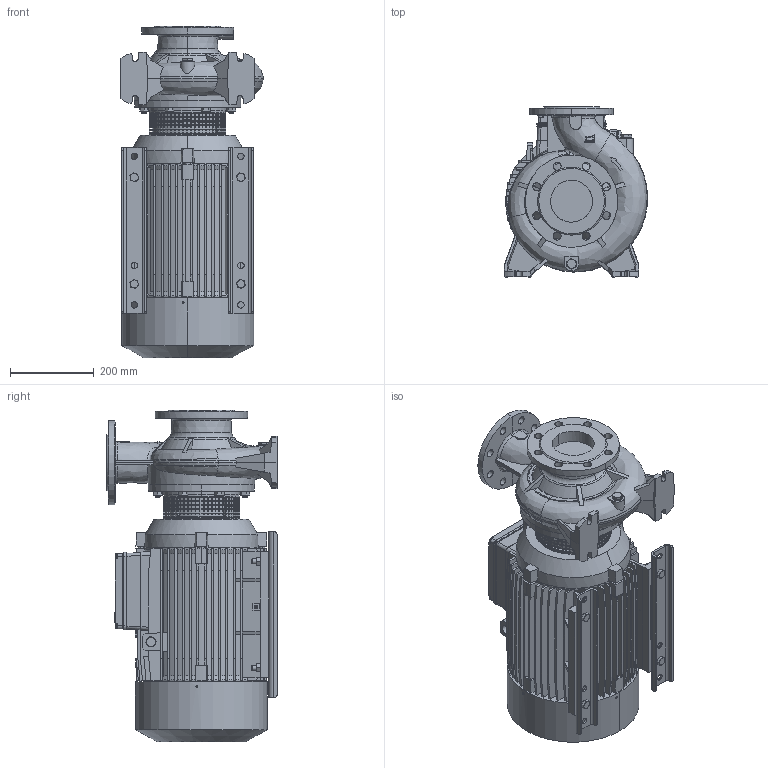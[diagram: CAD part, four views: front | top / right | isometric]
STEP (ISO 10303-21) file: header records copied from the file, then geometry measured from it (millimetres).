
FILE_DESCRIPTION (( 'STEP AP214' ), '1' );
FILE_NAME ('4.93.492.66swa00.step', '2022-08-09T06:24:10', ( '' ), ( '' ), 'SwSTEP 2.0', 'SolidWorks 2020', '' );
FILE_SCHEMA (( 'AUTOMOTIVE_DESIGN' ));
Length unit declared in the file: millimetre
Products named in the file (17): Copia di 3_67_082^Copia di 160_Copia di 4_93_492_66_REV00_4.93.492.66swa00; Copia di 2_67_031^Copia di 160_Copia di 4_93_492_66_REV00_4.93.492.66swa00; Copia di 0_67_001_040811_semplificato^Copia di 160_Copia di 4_93_492_66_REV00_4.93.492.66swa00; Copia di M12x45_UNI_5739_ingombri3D_1^Copia di 4_93_492_66_REV00_4.93.492.66swa00; Copia di Pressacavo M40x1.5_ingombro3D^Copia di 160_Copia di 4_93_492_66_REV00_4.93.492.66swa00; Copia di 1_66_242_REV02_semplificato^Copia di 4_93_492_66_REV00_4.93.492.66swa00; 4.93.492.66swa00; Copia di M12_UNI_5588_1^Copia di 4_93_492_66_REV00_4.93.492.66swa00; Copia di 4_66_536_REV00_semplificato_D180^Copia di 4_93_492_66_REV00_4.93.492.66swa00; Copia di 4_93_492_66_REV00^4.93.492.66swa00; Copia di 160^Copia di 4_93_492_66_REV00_4.93.492.66swa00; 1_66_242_REV02_SEMPLIFICATO; Copia di Vite_TCB_M5x2000^Copia di 160_Copia di 4_93_492_66_REV00_4.93.492.66swa00; Copia di 1_66_287_REV00_semplificato^Copia di 4_93_492_66_REV00_4.93.492.66swa00; Copia di NM_88_REV01_60x20x394_DX-SX^Copia di 4_93_492_66_REV00_4.93.492.66swa00; Copia di 2_67_032_semplificato^Copia di 160_Copia di 4_93_492_66_REV00_4.93.492.66swa00; Copia di Tappo G 3_8^Copia di 4_93_492_66_REV00_4.93.492.66swa00
Assembly tree (35 placements, depth 4):
  Copia di 1_66_242_REV02_semplificato^Copia di 4_93_492_66_REV00_4.93.492.66swa00
  4.93.492.66swa00
    1_66_242_REV02_SEMPLIFICATO
    Copia di 4_93_492_66_REV00^4.93.492.66swa00
      Copia di 1_66_287_REV00_semplificato^Copia di 4_93_492_66_REV00_4.93.492.66swa00
      Copia di 160^Copia di 4_93_492_66_REV00_4.93.492.66swa00
        Copia di 0_67_001_040811_semplificato^Copia di 160_Copia di 4_93_492_66_REV00_4.93.492.66swa00
        Copia di 2_67_031^Copia di 160_Copia di 4_93_492_66_REV00_4.93.492.66swa00
        Copia di 3_67_082^Copia di 160_Copia di 4_93_492_66_REV00_4.93.492.66swa00
        Copia di 2_67_032_semplificato^Copia di 160_Copia di 4_93_492_66_REV00_4.93.492.66swa00
        Copia di Vite_TCB_M5x2000^Copia di 160_Copia di 4_93_492_66_REV00_4.93.492.66swa00  x4
        Copia di Pressacavo M40x1.5_ingombro3D^Copia di 160_Copia di 4_93_492_66_REV00_4.93.492.66swa00  x2
      Copia di NM_88_REV01_60x20x394_DX-SX^Copia di 4_93_492_66_REV00_4.93.492.66swa00  x2
      Copia di M12_UNI_5588_1^Copia di 4_93_492_66_REV00_4.93.492.66swa00  x12
      Copia di 4_66_536_REV00_semplificato_D180^Copia di 4_93_492_66_REV00_4.93.492.66swa00
      Copia di M12x45_UNI_5739_ingombri3D_1^Copia di 4_93_492_66_REV00_4.93.492.66swa00  x4
      Copia di Tappo G 3_8^Copia di 4_93_492_66_REV00_4.93.492.66swa00  x2
Bounding box: 340.93 x 405 x 790 mm (x, y, z)
Volume: 49604593.7 mm3; surface area: 2695266.6 mm2
Topology: 35 solids, 35 shells, 4596 faces, 12977 edges, 8553 vertices
Faces by surface type: plane 2576, bspline 1171, cylinder 499, cone 334, torus 8, sphere 8
Entity records: 177087 total; most frequent: CARTESIAN_POINT 72859, ORIENTED_EDGE 23648, DIRECTION 17813, EDGE_CURVE 11824, VERTEX_POINT 7850, LINE 7607, VECTOR 7607, AXIS2_PLACEMENT_3D 5103
